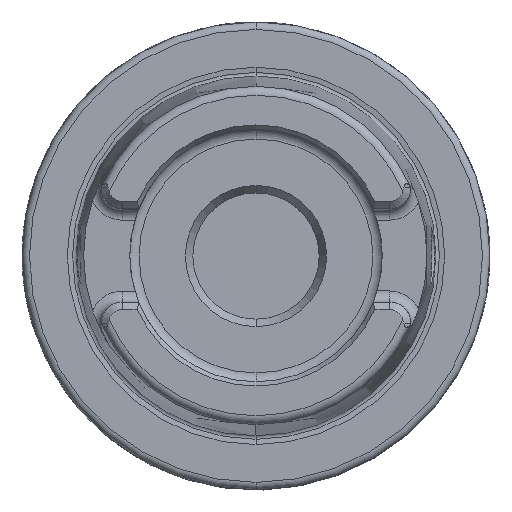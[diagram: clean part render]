
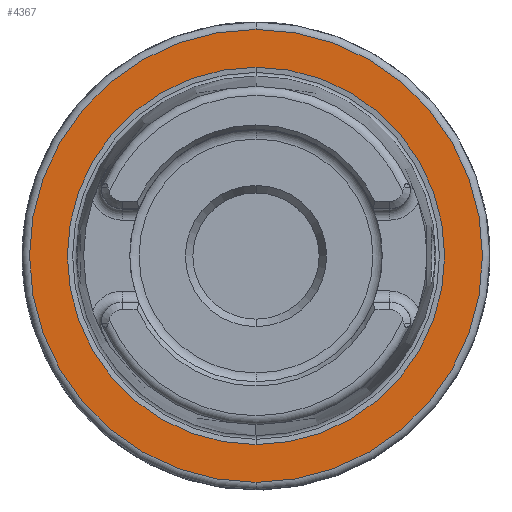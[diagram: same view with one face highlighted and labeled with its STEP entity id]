
A CAD part, top view. The second image highlights one B-rep face of the part: STEP entity #4367.
In plain terms, the highlighted planar face has unit normal (0, 0, 1).
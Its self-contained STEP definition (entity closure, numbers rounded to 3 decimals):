
#1264=CARTESIAN_POINT('',(0,0,26));
#1265=DIRECTION('',(0,0,-1));
#1266=DIRECTION('',(0,1,0));
#1267=AXIS2_PLACEMENT_3D('',#1264,#1265,#1266);
#1277=CARTESIAN_POINT('',(0,0,26));
#1278=DIRECTION('',(0,0,1));
#1279=DIRECTION('',(0,1,0));
#1280=AXIS2_PLACEMENT_3D('',#1277,#1278,#1279);
#1282=CARTESIAN_POINT('',(0,0,26));
#1283=DIRECTION('',(0,0,1));
#1284=DIRECTION('',(0,1,0));
#1285=AXIS2_PLACEMENT_3D('',#1282,#1283,#1284);
#1287=CARTESIAN_POINT('',(0,0,26));
#1288=DIRECTION('',(0,0,1));
#1289=DIRECTION('',(0,-1,0));
#1290=AXIS2_PLACEMENT_3D('',#1287,#1288,#1289);
#2600=CARTESIAN_POINT('',(0,25.409,26));
#2602=VERTEX_POINT('',#2600);
#2636=CARTESIAN_POINT('',(0,-25.409,26));
#2638=VERTEX_POINT('',#2636);
#2702=CARTESIAN_POINT('',(0,30.5,26));
#2703=CARTESIAN_POINT('',(0,-30.5,26));
#2704=VERTEX_POINT('',#2702);
#2705=VERTEX_POINT('',#2703);
#4352=CARTESIAN_POINT('',(0,0,26));
#4353=DIRECTION('',(0,0,-1));
#4354=DIRECTION('',(0,-1,0));
#4355=AXIS2_PLACEMENT_3D('',#4352,#4353,#4354);
#4356=PLANE('',#4355);
#4358=ORIENTED_EDGE('',*,*,#4357,.F.);
#4360=ORIENTED_EDGE('',*,*,#4359,.F.);
#4361=EDGE_LOOP('',(#4358,#4360));
#4362=FACE_OUTER_BOUND('',#4361,.F.);
#4363=ORIENTED_EDGE('',*,*,#4347,.T.);
#4364=ORIENTED_EDGE('',*,*,#4331,.F.);
#4365=EDGE_LOOP('',(#4363,#4364));
#4366=FACE_BOUND('',#4365,.F.);
#4367=ADVANCED_FACE('',(#4362,#4366),#4356,.F.);
#1268=CIRCLE('',#1267,25.409);
#1281=CIRCLE('',#1280,25.409);
#1286=CIRCLE('',#1285,30.5);
#1291=CIRCLE('',#1290,30.5);
#4331=EDGE_CURVE('',#2602,#2638,#1268,.T.);
#4347=EDGE_CURVE('',#2602,#2638,#1281,.T.);
#4357=EDGE_CURVE('',#2704,#2705,#1286,.T.);
#4359=EDGE_CURVE('',#2705,#2704,#1291,.T.);
